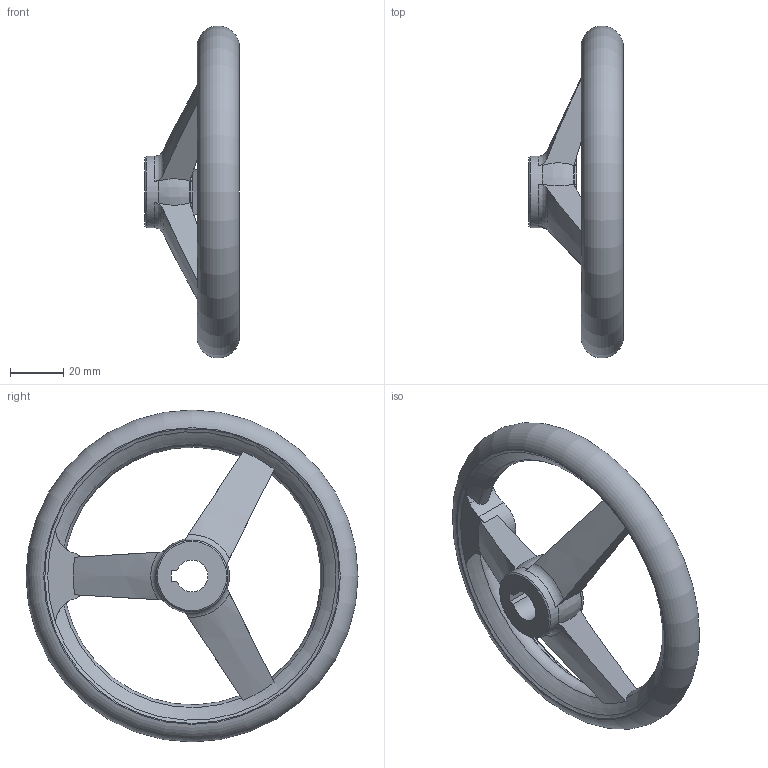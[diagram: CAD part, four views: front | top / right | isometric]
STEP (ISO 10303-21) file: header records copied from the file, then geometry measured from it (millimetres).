
FILE_DESCRIPTION( ( 'STEP AP203' ), ' ' );
FILE_NAME( 'Stainless Steel-Handwheel GN 950.6-125-K12-A.stp', '2015-09-15T09:44:09', ( '' ), ( '' ), ' ', 'PARTsolutions', ' ' );
FILE_SCHEMA( ( 'CONFIG_CONTROL_DESIGN' ) );
Length unit declared in the file: millimetre
Products named in the file (1): _Stainless Steel-Handwheel GN 950.6-125-K12-A
Bounding box: 35.5 x 124.95 x 124.95 mm (x, y, z)
Volume: 79252.4 mm3; surface area: 24192.3 mm2
Topology: 1 solids, 1 shells, 57 faces, 175 edges, 114 vertices
Faces by surface type: torus 17, cone 13, plane 13, cylinder 11, bspline 3
Full cylindrical faces by diameter (mm): 27 x2, 108.98 x1
Entity records: 2365 total; most frequent: CARTESIAN_POINT 918, ORIENTED_EDGE 318, DIRECTION 260, EDGE_CURVE 159, AXIS2_PLACEMENT_3D 114, VERTEX_POINT 110, EDGE_LOOP 68, B_SPLINE_CURVE_WITH_KNOTS 67
